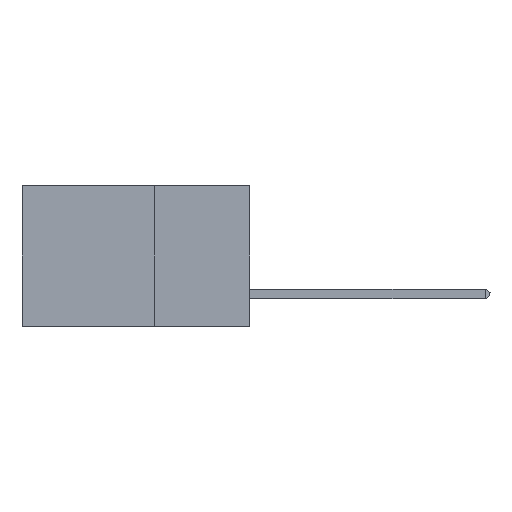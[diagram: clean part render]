
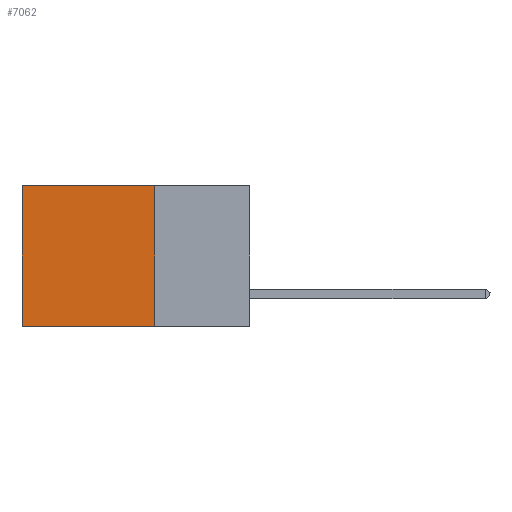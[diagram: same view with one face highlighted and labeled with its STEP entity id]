
A CAD part, left-side view. The second image highlights one B-rep face of the part: STEP entity #7062.
In plain terms, the highlighted planar face has unit normal (-1, 0, 0).
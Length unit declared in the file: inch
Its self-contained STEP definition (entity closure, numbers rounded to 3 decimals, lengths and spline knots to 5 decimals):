
#166 = DIRECTION ( 'NONE',  ( 0., 1., 0. ) ) ;
#908 = EDGE_CURVE ( 'NONE', #6287, #5835, #11468, .T. ) ;
#917 = CARTESIAN_POINT ( 'NONE',  ( 0.2875, 0.25, 0. ) ) ;
#1782 = CARTESIAN_POINT ( 'NONE',  ( 0.2875, 0.25, -0.37 ) ) ;
#2518 = VECTOR ( 'NONE', #9572, 39.37008 ) ;
#2833 = CARTESIAN_POINT ( 'NONE',  ( 0.2875, 0.25, 0. ) ) ;
#3067 = DIRECTION ( 'NONE',  ( 0., 0., -1. ) ) ;
#3802 = ORIENTED_EDGE ( 'NONE', *, *, #5000, .T. ) ;
#4483 = VECTOR ( 'NONE', #10793, 39.37008 ) ;
#5000 = EDGE_CURVE ( 'NONE', #6287, #13262, #13221, .T. ) ;
#5062 = CARTESIAN_POINT ( 'NONE',  ( 0.2875, 0.25, 0. ) ) ;
#5234 = ORIENTED_EDGE ( 'NONE', *, *, #908, .F. ) ;
#5549 = EDGE_CURVE ( 'NONE', #13262, #6686, #11610, .T. ) ;
#5835 = VERTEX_POINT ( 'NONE', #1782 ) ;
#6287 = VERTEX_POINT ( 'NONE', #5062 ) ;
#6686 = VERTEX_POINT ( 'NONE', #8687 ) ;
#6719 = AXIS2_PLACEMENT_3D ( 'NONE', #2833, #11494, #13752 ) ;
#7062 = ADVANCED_FACE ( 'NONE', ( #13354 ), #8348, .F. ) ;
#7989 = EDGE_LOOP ( 'NONE', ( #13980, #9249, #5234, #3802 ) ) ;
#8348 = PLANE ( 'NONE',  #6719 ) ;
#8373 = VECTOR ( 'NONE', #3067, 39.37008 ) ;
#8553 = VECTOR ( 'NONE', #166, 39.37008 ) ;
#8687 = CARTESIAN_POINT ( 'NONE',  ( 0.2875, 0.6, -0.37 ) ) ;
#9249 = ORIENTED_EDGE ( 'NONE', *, *, #12098, .F. ) ;
#9295 = LINE ( 'NONE', #9695, #4483 ) ;
#9572 = DIRECTION ( 'NONE',  ( 0., 0., -1. ) ) ;
#9695 = CARTESIAN_POINT ( 'NONE',  ( 0.2875, 0.25, -0.37 ) ) ;
#10793 = DIRECTION ( 'NONE',  ( 0., 1., 0. ) ) ;
#11468 = LINE ( 'NONE', #11973, #2518 ) ;
#11494 = DIRECTION ( 'NONE',  ( 1., 0., 0. ) ) ;
#11610 = LINE ( 'NONE', #12792, #8373 ) ;
#11973 = CARTESIAN_POINT ( 'NONE',  ( 0.2875, 0.25, 0. ) ) ;
#12098 = EDGE_CURVE ( 'NONE', #5835, #6686, #9295, .T. ) ;
#12792 = CARTESIAN_POINT ( 'NONE',  ( 0.2875, 0.6, 0. ) ) ;
#13221 = LINE ( 'NONE', #917, #8553 ) ;
#13262 = VERTEX_POINT ( 'NONE', #14251 ) ;
#13354 = FACE_OUTER_BOUND ( 'NONE', #7989, .T. ) ;
#13752 = DIRECTION ( 'NONE',  ( 0., 0., -1. ) ) ;
#13980 = ORIENTED_EDGE ( 'NONE', *, *, #5549, .T. ) ;
#14251 = CARTESIAN_POINT ( 'NONE',  ( 0.2875, 0.6, 0. ) ) ;
